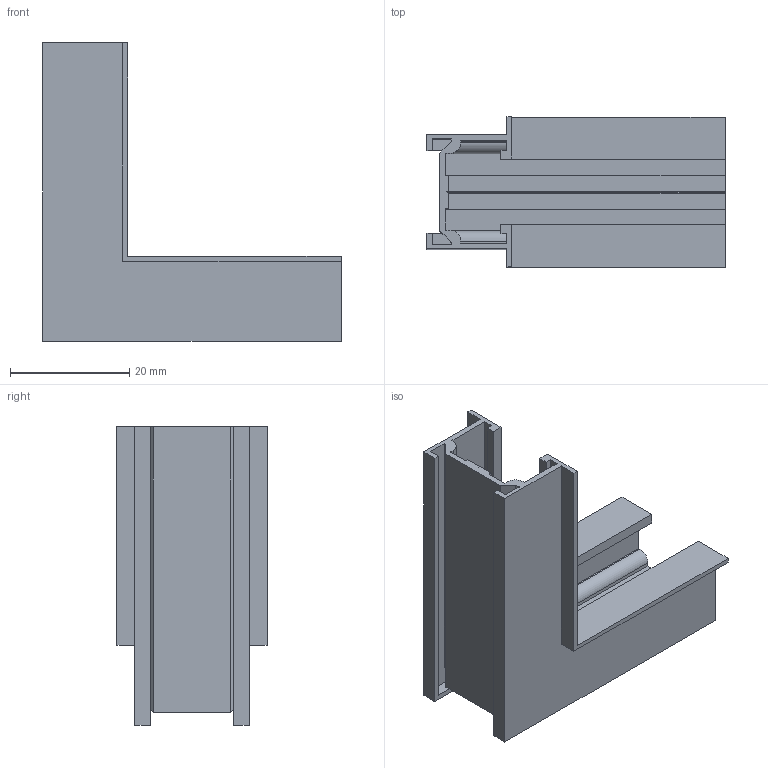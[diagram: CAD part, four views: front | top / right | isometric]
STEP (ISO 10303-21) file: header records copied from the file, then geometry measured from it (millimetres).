
FILE_DESCRIPTION(/* description */ (''),/* implementation_level */ '2;1');
FILE_NAME(/* name */ 'NT0014.step',/* time_stamp */ '2026-03-02T13:16:33+01:00',/* author */ (''),/* organization */ (''),/* preprocessor_version */ 'ST-DEVELOPER v20.1',/* originating_system */ 'Autodesk Translation Framework v14.24.0.0',/* authorisation */ '');
FILE_SCHEMA (('AUTOMOTIVE_DESIGN { 1 0 10303 214 3 1 1 }'));
Length unit declared in the file: millimetre
Products named in the file (1): NT0014
Bounding box: 50 x 25.18 x 50 mm (x, y, z)
Volume: 5795.1 mm3; surface area: 11713.6 mm2
Topology: 1 solids, 1 shells, 84 faces, 231 edges, 149 vertices
Faces by surface type: plane 72, cylinder 12
Entity records: 2648 total; most frequent: CARTESIAN_POINT 465, ORIENTED_EDGE 462, DIRECTION 421, EDGE_CURVE 231, LINE 211, VECTOR 211, VERTEX_POINT 149, AXIS2_PLACEMENT_3D 105
